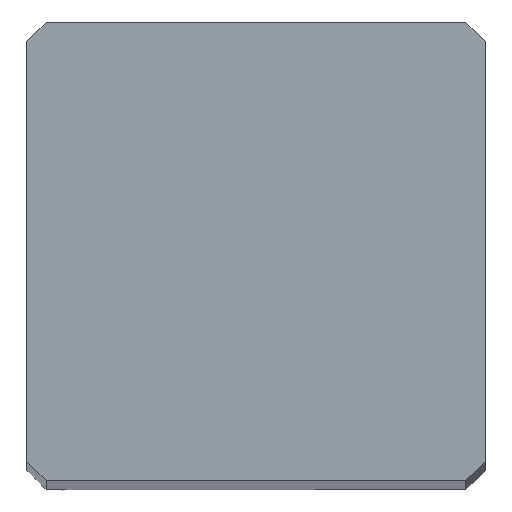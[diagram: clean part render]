
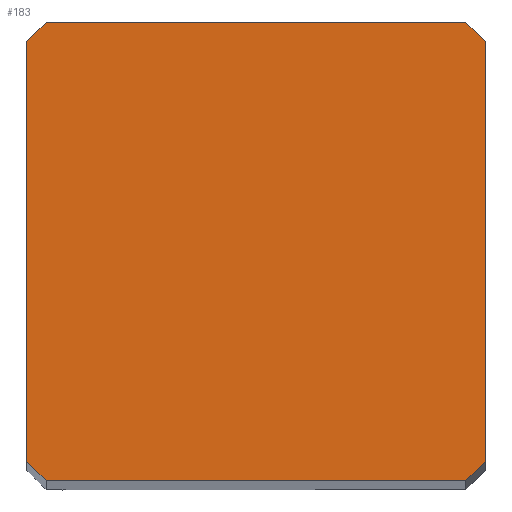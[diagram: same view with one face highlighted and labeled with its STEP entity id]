
A CAD part, top view. The second image highlights one B-rep face of the part: STEP entity #183.
In plain terms, the highlighted planar face has unit normal (0, 0, 1).
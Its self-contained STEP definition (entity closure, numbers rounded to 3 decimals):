
#117=FACE_OUTER_BOUND('',#286,.T.);
#183=ADVANCED_FACE('',(#117),#249,.T.);
#249=PLANE('',#1380);
#286=EDGE_LOOP('',(#590,#591,#592,#593,#594,#595,#596,#597));
#350=LINE('',#1901,#442);
#367=LINE('',#1996,#459);
#371=LINE('',#2004,#463);
#372=LINE('',#2006,#464);
#373=LINE('',#2008,#465);
#374=LINE('',#2010,#466);
#375=LINE('',#2012,#467);
#376=LINE('',#2014,#468);
#442=VECTOR('',#1518,1.);
#459=VECTOR('',#1579,1.);
#463=VECTOR('',#1585,1.);
#464=VECTOR('',#1588,1.);
#465=VECTOR('',#1589,1.);
#466=VECTOR('',#1590,1.);
#467=VECTOR('',#1591,1.);
#468=VECTOR('',#1592,1.);
#590=ORIENTED_EDGE('',*,*,#1070,.F.);
#591=ORIENTED_EDGE('',*,*,#1066,.T.);
#592=ORIENTED_EDGE('',*,*,#1031,.T.);
#593=ORIENTED_EDGE('',*,*,#1071,.T.);
#594=ORIENTED_EDGE('',*,*,#1072,.F.);
#595=ORIENTED_EDGE('',*,*,#1073,.T.);
#596=ORIENTED_EDGE('',*,*,#1074,.T.);
#597=ORIENTED_EDGE('',*,*,#1075,.T.);
#907=VERTEX_POINT('',#1900);
#908=VERTEX_POINT('',#1902);
#937=VERTEX_POINT('',#1997);
#939=VERTEX_POINT('',#2002);
#940=VERTEX_POINT('',#2007);
#941=VERTEX_POINT('',#2009);
#942=VERTEX_POINT('',#2011);
#943=VERTEX_POINT('',#2013);
#1031=EDGE_CURVE('',#908,#907,#350,.T.);
#1066=EDGE_CURVE('',#937,#908,#367,.T.);
#1070=EDGE_CURVE('',#937,#939,#371,.T.);
#1071=EDGE_CURVE('',#907,#940,#372,.T.);
#1072=EDGE_CURVE('',#941,#940,#373,.T.);
#1073=EDGE_CURVE('',#941,#942,#374,.T.);
#1074=EDGE_CURVE('',#942,#943,#375,.T.);
#1075=EDGE_CURVE('',#943,#939,#376,.T.);
#1380=AXIS2_PLACEMENT_3D('',#2015,#1593,#1594);
#1518=DIRECTION('',(1.,0.,0.));
#1579=DIRECTION('',(0.707,-0.707,0.));
#1585=DIRECTION('',(0.,1.,0.));
#1588=DIRECTION('',(0.707,0.707,0.));
#1589=DIRECTION('',(0.,-1.,0.));
#1590=DIRECTION('',(-0.707,0.707,0.));
#1591=DIRECTION('',(-1.,0.,0.));
#1592=DIRECTION('',(-0.707,-0.707,0.));
#1593=DIRECTION('',(0.,0.,1.));
#1594=DIRECTION('',(1.,0.,0.));
#1900=CARTESIAN_POINT('',(-0.5,0.,0.));
#1901=CARTESIAN_POINT('',(-11.5,0.,0.));
#1902=CARTESIAN_POINT('',(-11.5,0.,0.));
#1996=CARTESIAN_POINT('',(-12.,0.5,0.));
#1997=CARTESIAN_POINT('',(-12.,0.5,0.));
#2002=CARTESIAN_POINT('',(-12.,11.5,0.));
#2004=CARTESIAN_POINT('',(-12.,0.5,0.));
#2006=CARTESIAN_POINT('',(-0.5,0.,0.));
#2007=CARTESIAN_POINT('',(0.,0.5,0.));
#2008=CARTESIAN_POINT('',(0.,11.5,0.));
#2009=CARTESIAN_POINT('',(0.,11.5,0.));
#2010=CARTESIAN_POINT('',(0.,11.5,0.));
#2011=CARTESIAN_POINT('',(-0.5,12.,0.));
#2012=CARTESIAN_POINT('',(-0.5,12.,0.));
#2013=CARTESIAN_POINT('',(-11.5,12.,0.));
#2014=CARTESIAN_POINT('',(-11.5,12.,0.));
#2015=CARTESIAN_POINT('',(-6.,6.,0.));
